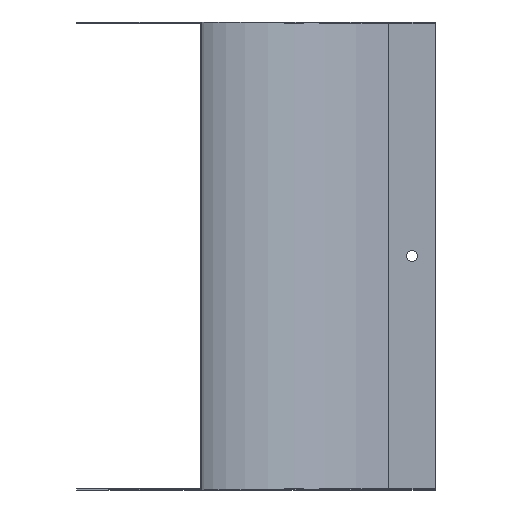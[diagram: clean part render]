
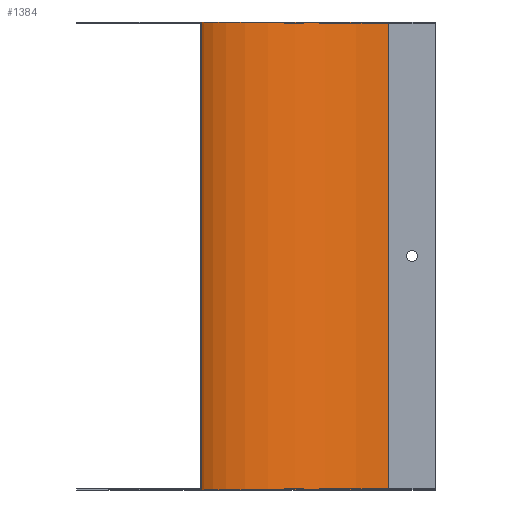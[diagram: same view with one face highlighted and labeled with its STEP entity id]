
A CAD part, front view. The second image highlights one B-rep face of the part: STEP entity #1384.
In plain terms, the highlighted cylindrical face has radius 120 mm (diameter 240 mm), a partial arc.
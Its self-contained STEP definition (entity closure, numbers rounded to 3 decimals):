
#10 = CARTESIAN_POINT ( 'NONE',  ( 200., 30., 0.8 ) ) ;
#11 = DIRECTION ( 'NONE',  ( 0., 0., -1. ) ) ;
#15 = DIRECTION ( 'NONE',  ( -1., 0., 0. ) ) ;
#96 = VERTEX_POINT ( 'NONE', #438 ) ;
#97 = VERTEX_POINT ( 'NONE', #437 ) ;
#129 = VERTEX_POINT ( 'NONE', #497 ) ;
#313 = ORIENTED_EDGE ( 'NONE', *, *, #1634, .F. ) ;
#314 = ORIENTED_EDGE ( 'NONE', *, *, #1633, .F. ) ;
#315 = ORIENTED_EDGE ( 'NONE', *, *, #1632, .T. ) ;
#316 = ORIENTED_EDGE ( 'NONE', *, *, #1590, .T. ) ;
#383 = VERTEX_POINT ( 'NONE', #1328 ) ;
#437 = CARTESIAN_POINT ( 'NONE',  ( 200., 150., -299.2 ) ) ;
#438 = CARTESIAN_POINT ( 'NONE',  ( 200., 150., 0.8 ) ) ;
#497 = CARTESIAN_POINT ( 'NONE',  ( 80., 30., -299.2 ) ) ;
#522 = CARTESIAN_POINT ( 'NONE',  ( 200., 150., 0.8 ) ) ;
#917 = FACE_OUTER_BOUND ( 'NONE', #1253, .T. ) ;
#921 = CYLINDRICAL_SURFACE ( 'NONE', #1081, 120. ) ;
#940 = VECTOR ( 'NONE', #1488, 1000. ) ;
#942 = LINE ( 'NONE', #1485, #940 ) ;
#1009 = CIRCLE ( 'NONE', #1056, 120. ) ;
#1011 = CIRCLE ( 'NONE', #1057, 120. ) ;
#1013 = LINE ( 'NONE', #522, #1014 ) ;
#1014 = VECTOR ( 'NONE', #1703, 1000. ) ;
#1056 = AXIS2_PLACEMENT_3D ( 'NONE', #1706, #1707, #1708 ) ;
#1057 = AXIS2_PLACEMENT_3D ( 'NONE', #1700, #1701, #1702 ) ;
#1081 = AXIS2_PLACEMENT_3D ( 'NONE', #10, #11, #15 ) ;
#1253 = EDGE_LOOP ( 'NONE', ( #316, #315, #314, #313 ) ) ;
#1328 = CARTESIAN_POINT ( 'NONE',  ( 80., 30., 0.8 ) ) ;
#1384 = ADVANCED_FACE ( 'NONE', ( #917 ), #921, .F. ) ;
#1485 = CARTESIAN_POINT ( 'NONE',  ( 80., 30., 0.8 ) ) ;
#1488 = DIRECTION ( 'NONE',  ( 0., 0., -1. ) ) ;
#1590 = EDGE_CURVE ( 'NONE', #383, #129, #942, .T. ) ;
#1632 = EDGE_CURVE ( 'NONE', #129, #97, #1011, .T. ) ;
#1633 = EDGE_CURVE ( 'NONE', #96, #97, #1013, .T. ) ;
#1634 = EDGE_CURVE ( 'NONE', #383, #96, #1009, .T. ) ;
#1700 = CARTESIAN_POINT ( 'NONE',  ( 200., 30., -299.2 ) ) ;
#1701 = DIRECTION ( 'NONE',  ( 0., 0., -1. ) ) ;
#1702 = DIRECTION ( 'NONE',  ( 1., 0., 0. ) ) ;
#1703 = DIRECTION ( 'NONE',  ( 0., 0., -1. ) ) ;
#1706 = CARTESIAN_POINT ( 'NONE',  ( 200., 30., 0.8 ) ) ;
#1707 = DIRECTION ( 'NONE',  ( 0., 0., -1. ) ) ;
#1708 = DIRECTION ( 'NONE',  ( 1., 0., 0. ) ) ;
